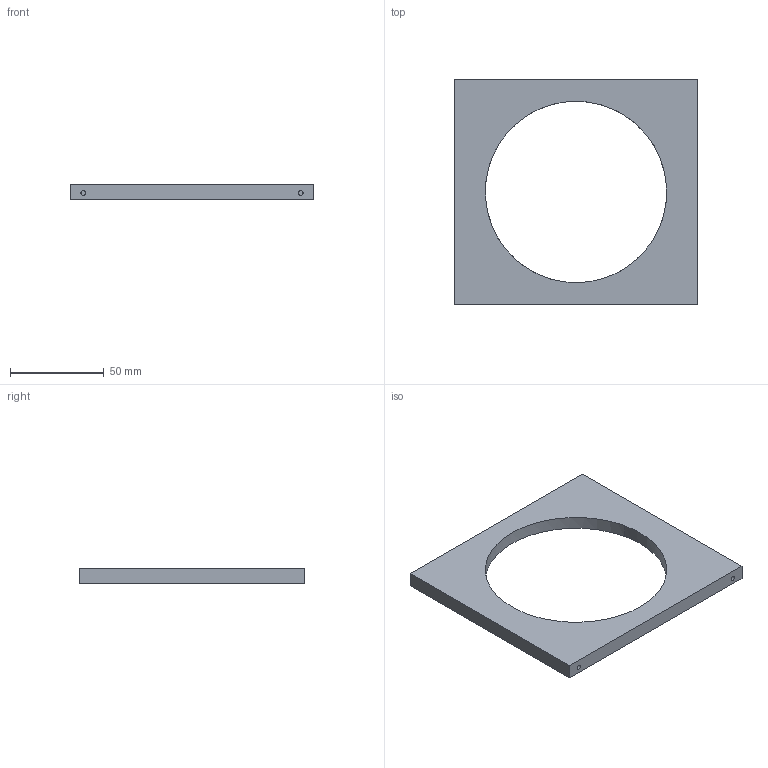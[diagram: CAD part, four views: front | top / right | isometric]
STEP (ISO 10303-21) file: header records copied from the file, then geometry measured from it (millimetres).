
FILE_DESCRIPTION(/* description */ (''),/* implementation_level */ '2;1');
FILE_NAME(/* name */ '12_OF reMix_Top Panel_2311',/* time_stamp */ '2023-12-03T19:20:36+01:00',/* author */ (''),/* organization */ (''),/* preprocessor_version */ 'ST-DEVELOPER v16.5',/* originating_system */ 'Rhino 7.28',/* authorisation */ '');
FILE_SCHEMA (('CONFIG_CONTROL_DESIGN'));
Length unit declared in the file: millimetre
Products named in the file (1): Document
Bounding box: 130 x 120.36 x 8 mm (x, y, z)
Volume: 62252.7 mm3; surface area: 24942.8 mm2
Topology: 1 solids, 1 shells, 67 faces, 162 edges, 108 vertices
Faces by surface type: plane 35, cylinder 32
Entity records: 1843 total; most frequent: CARTESIAN_POINT 717, ORIENTED_EDGE 324, EDGE_CURVE 162, VERTEX_POINT 108, EDGE_LOOP 80, DIRECTION 71, AXIS2_PLACEMENT_3D 69, ADVANCED_FACE 67
